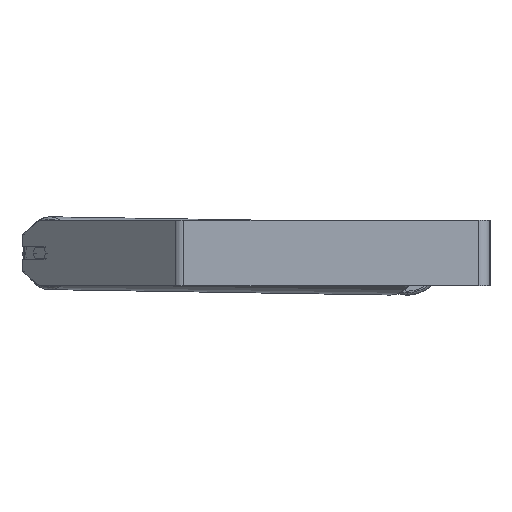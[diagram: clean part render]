
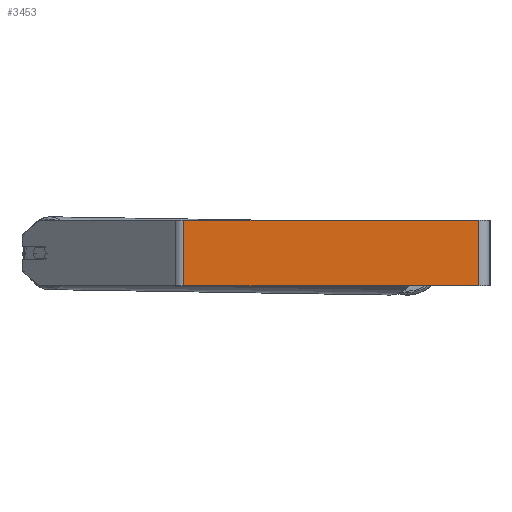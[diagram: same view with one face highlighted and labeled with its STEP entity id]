
A CAD part, left-side view. The second image highlights one B-rep face of the part: STEP entity #3453.
In plain terms, the highlighted planar face has unit normal (-1, 0, 0).
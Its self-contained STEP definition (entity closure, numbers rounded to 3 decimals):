
#35 = CARTESIAN_POINT ( 'NONE',  ( -945., 379.955, 40. ) ) ;
#106 = EDGE_CURVE ( 'NONE', #4197, #1083, #1267, .T. ) ;
#894 = CARTESIAN_POINT ( 'NONE',  ( -945., 379.955, 40. ) ) ;
#952 = VECTOR ( 'NONE', #1977, 1000. ) ;
#1083 = VERTEX_POINT ( 'NONE', #7831 ) ;
#1091 = CARTESIAN_POINT ( 'NONE',  ( -945., 374.156, 40. ) ) ;
#1267 = LINE ( 'NONE', #35, #952 ) ;
#1598 = LINE ( 'NONE', #5216, #4980 ) ;
#1977 = DIRECTION ( 'NONE',  ( 0., -1., 0. ) ) ;
#2116 = VECTOR ( 'NONE', #6004, 1000. ) ;
#2972 = EDGE_CURVE ( 'NONE', #1083, #5002, #6747, .T. ) ;
#3155 = ORIENTED_EDGE ( 'NONE', *, *, #2972, .F. ) ;
#3420 = DIRECTION ( 'NONE',  ( 1., 0., 0. ) ) ;
#3453 = ADVANCED_FACE ( 'NONE', ( #8237 ), #5546, .F. ) ;
#3791 = ORIENTED_EDGE ( 'NONE', *, *, #5327, .T. ) ;
#4197 = VERTEX_POINT ( 'NONE', #1091 ) ;
#4306 = DIRECTION ( 'NONE',  ( 0., -1., 0. ) ) ;
#4598 = ORIENTED_EDGE ( 'NONE', *, *, #7563, .T. ) ;
#4790 = DIRECTION ( 'NONE',  ( 0., 1., 0. ) ) ;
#4980 = VECTOR ( 'NONE', #7913, 1000. ) ;
#5002 = VERTEX_POINT ( 'NONE', #7271 ) ;
#5216 = CARTESIAN_POINT ( 'NONE',  ( -945., 374.156, 40. ) ) ;
#5327 = EDGE_CURVE ( 'NONE', #4197, #7795, #1598, .T. ) ;
#5546 = PLANE ( 'NONE',  #7357 ) ;
#5592 = LINE ( 'NONE', #6385, #8637 ) ;
#6004 = DIRECTION ( 'NONE',  ( 0., 0., -1. ) ) ;
#6342 = EDGE_LOOP ( 'NONE', ( #4598, #3155, #7475, #3791 ) ) ;
#6385 = CARTESIAN_POINT ( 'NONE',  ( -945., 379.955, -40. ) ) ;
#6570 = CARTESIAN_POINT ( 'NONE',  ( -945., 14., 40. ) ) ;
#6747 = LINE ( 'NONE', #6570, #2116 ) ;
#7271 = CARTESIAN_POINT ( 'NONE',  ( -945., 14., -40. ) ) ;
#7357 = AXIS2_PLACEMENT_3D ( 'NONE', #894, #3420, #4790 ) ;
#7364 = CARTESIAN_POINT ( 'NONE',  ( -945., 374.156, -40. ) ) ;
#7475 = ORIENTED_EDGE ( 'NONE', *, *, #106, .F. ) ;
#7563 = EDGE_CURVE ( 'NONE', #7795, #5002, #5592, .T. ) ;
#7795 = VERTEX_POINT ( 'NONE', #7364 ) ;
#7831 = CARTESIAN_POINT ( 'NONE',  ( -945., 14., 40. ) ) ;
#7913 = DIRECTION ( 'NONE',  ( 0., 0., -1. ) ) ;
#8237 = FACE_OUTER_BOUND ( 'NONE', #6342, .T. ) ;
#8637 = VECTOR ( 'NONE', #4306, 1000. ) ;
